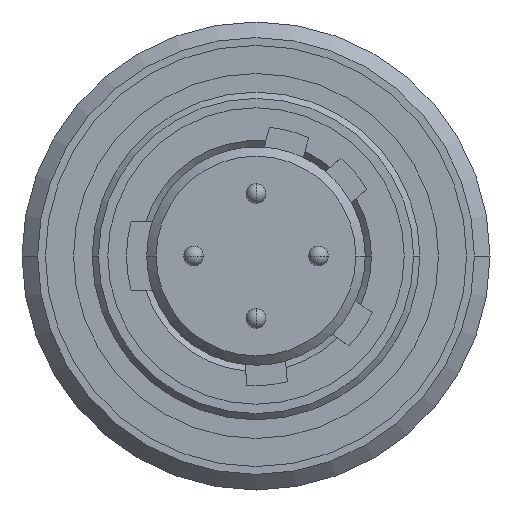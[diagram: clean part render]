
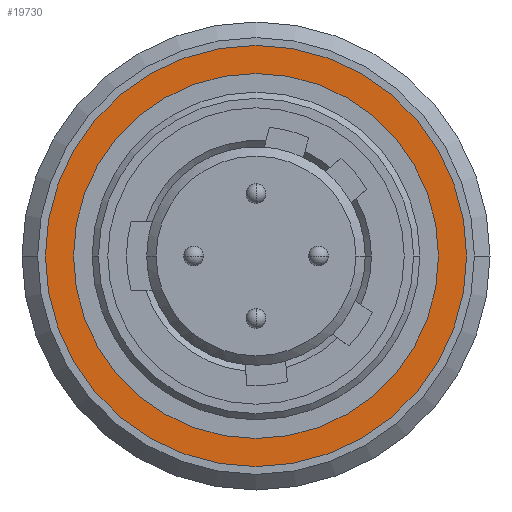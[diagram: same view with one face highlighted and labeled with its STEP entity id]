
A CAD part, left-side view. The second image highlights one B-rep face of the part: STEP entity #19730.
In plain terms, the highlighted planar face has unit normal (-1, 0, 0).
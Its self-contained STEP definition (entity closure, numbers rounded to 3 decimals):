
#19250=CARTESIAN_POINT('',(-2.611,-5.745,0.));
#19260=VERTEX_POINT('',#19250);
#19290=CARTESIAN_POINT('',(-2.611,0.105,0.));
#19300=DIRECTION('',(1.,0.,0.));
#19310=DIRECTION('',(0.,1.,0.));
#19320=AXIS2_PLACEMENT_3D('',#19290,#19300,#19310);
#19330=CIRCLE('',#19320,5.85);
#19340=CARTESIAN_POINT('',(-2.611,5.955,
0.));
#19350=VERTEX_POINT('',#19340);
#19360=EDGE_CURVE('',#19260,#19350,#19330,.T.);
#19480=CARTESIAN_POINT('',(-2.611,6.405,0.));
#19490=DIRECTION('',(-1.,0.,0.));
#19500=DIRECTION('',(0.,1.,0.));
#19510=AXIS2_PLACEMENT_3D('',#19480,#19490,#19500);
#19520=PLANE('',#19510);
#19530=EDGE_CURVE('',#19350,#19260,#19330,.T.);
#19540=ORIENTED_EDGE('',*,*,#19530,.T.);
#19550=ORIENTED_EDGE('',*,*,#19360,.T.);
#19560=EDGE_LOOP('',(#19550,#19540));
#19570=FACE_BOUND('',#19560,.T.);
#19580=CARTESIAN_POINT('',(-2.611,0.105,0.));
#19590=DIRECTION('',(1.,0.,0.));
#19600=DIRECTION('',(0.,1.,0.));
#19610=AXIS2_PLACEMENT_3D('',#19580,#19590,#19600);
#19620=CIRCLE('',#19610,6.75);
#19630=CARTESIAN_POINT('',(-2.611,6.855,0.));
#19640=VERTEX_POINT('',#19630);
#19650=CARTESIAN_POINT('',(-2.611,-6.645,
0.));
#19660=VERTEX_POINT('',#19650);
#19670=EDGE_CURVE('',#19640,#19660,#19620,.T.);
#19680=ORIENTED_EDGE('',*,*,#19670,.F.);
#19690=EDGE_CURVE('',#19660,#19640,#19620,.T.);
#19700=ORIENTED_EDGE('',*,*,#19690,.F.);
#19710=EDGE_LOOP('',(#19700,#19680));
#19720=FACE_OUTER_BOUND('',#19710,.T.);
#19730=ADVANCED_FACE('',(#19570,#19720),#19520,.T.);
